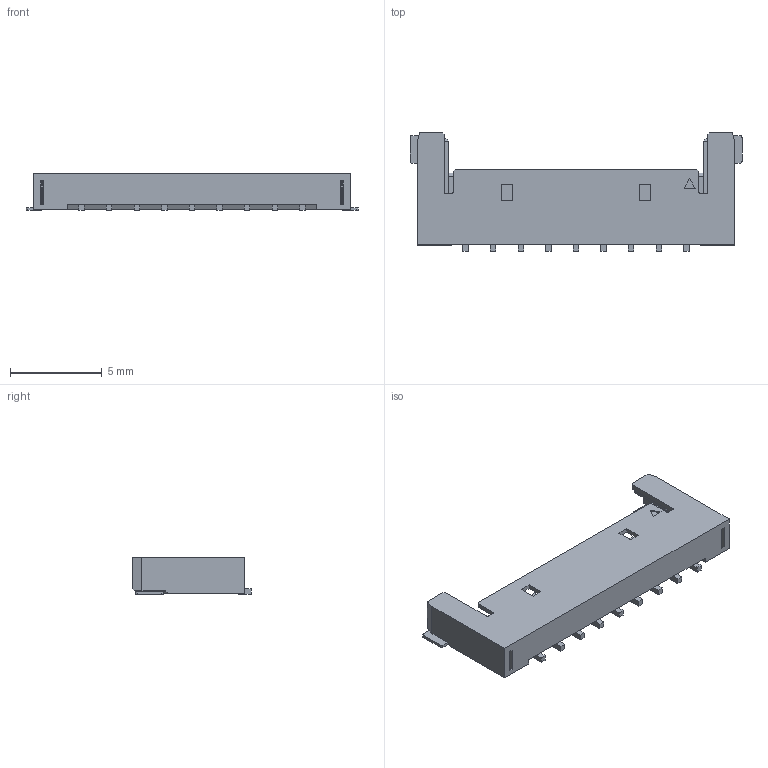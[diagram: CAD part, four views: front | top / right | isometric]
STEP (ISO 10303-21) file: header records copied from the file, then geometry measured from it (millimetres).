
FILE_DESCRIPTION((''),'2;1');
FILE_NAME('5040500991','2019-03-01T',('me'),(''),'PRO/ENGINEER BY PARAMETRIC TECHNOLOGY CORPORATION, 2016010','PRO/ENGINEER BY PARAMETRIC TECHNOLOGY CORPORATION, 2016010','');
FILE_SCHEMA(('CONFIG_CONTROL_DESIGN'));
Length unit declared in the file: millimetre
Products named in the file (1): 5040500991
Bounding box: 18.05 x 6.44 x 2 mm (x, y, z)
Volume: 90.5 mm3; surface area: 430 mm2
Topology: 1 solids, 1 shells, 398 faces, 1142 edges, 746 vertices
Faces by surface type: plane 307, cylinder 73, sphere 18
Entity records: 12782 total; most frequent: CARTESIAN_POINT 2243, ORIENTED_EDGE 2196, DIRECTION 2086, EDGE_CURVE 1098, VECTOR 996, LINE 996, VERTEX_POINT 702, AXIS2_PLACEMENT_3D 545
